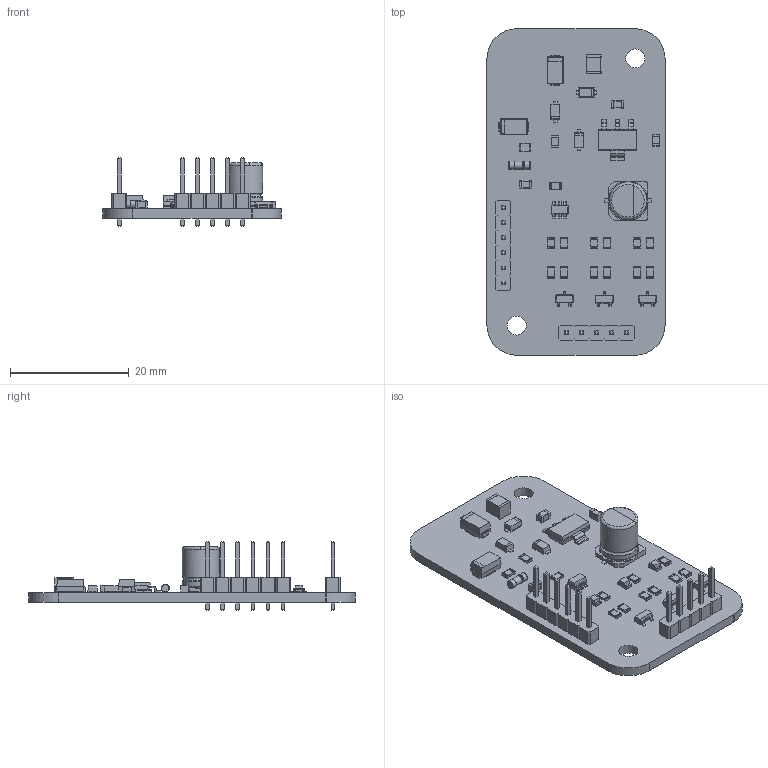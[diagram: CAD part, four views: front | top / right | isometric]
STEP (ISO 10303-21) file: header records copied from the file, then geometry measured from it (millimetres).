
FILE_DESCRIPTION(('KiCad electronic assembly'),'2;1');
FILE_NAME('VespaRemoteControl.step','2025-03-17T12:05:46',('Pcbnew'),( 'Kicad'),'Open CASCADE STEP processor 7.8','KiCad to STEP converter' ,'Unknown');
FILE_SCHEMA(('AUTOMOTIVE_DESIGN { 1 0 10303 214 1 1 1 1 }'));
Length unit declared in the file: millimetre
Products named in the file (28): VespaRemoteControl 1; R_0805_2012Metric; PinHeader_1x05_P2.54mm_Vertical; PinHeader_1x05_P254mm_Vertical; C_0805_2012Metric; SOT-223; SOT_223; C_1210_3225Metric; CP_Elec_6.3x7.7; CP_Elec_63x77; SOT-23; SOT_23; LED_0805_2012Metric; D_SMA; D_SOD-123F; D_SOD_123F; PinHeader_1x06_P2.54mm_Vertical; PinHeader_1x06_P254mm_Vertical; D_MiniMELF; D_MiniMELF_Standard; SOT-23-6; SOT_23_6; _autosave-VespaRemoteControl_PCB
Assembly tree (47 placements, depth 3):
  VespaRemoteControl 1
    R_0805_2012Metric  x12
      R_0805_2012Metric
    PinHeader_1x05_P2.54mm_Vertical
      PinHeader_1x05_P254mm_Vertical
    C_0805_2012Metric  x3
      C_0805_2012Metric
    SOT-223
      SOT_223
    C_1210_3225Metric
      C_1210_3225Metric
    CP_Elec_6.3x7.7
      CP_Elec_63x77
    SOT-23  x3
      SOT_23
    LED_0805_2012Metric  x3
      LED_0805_2012Metric
    D_SMA  x2
      D_SMA
    D_SOD-123F  x3
      D_SOD_123F
    PinHeader_1x06_P2.54mm_Vertical
      PinHeader_1x06_P254mm_Vertical
    D_MiniMELF
      D_MiniMELF_Standard
    SOT-23-6
      SOT_23_6
    _autosave-VespaRemoteControl_PCB
Bounding box: 30 x 55 x 11.54 mm (x, y, z)
Volume: 3197.3 mm3; surface area: 4975.7 mm2
Topology: 34 solids, 34 shells, 1520 faces, 3800 edges, 2391 vertices
Faces by surface type: plane 1050, cylinder 284, bspline 179, torus 4, revolution 3
Full cylindrical faces by diameter (mm): 1 x11, 1.35 x2, 1.4 x3, 3.2 x2, 6.3 x2
Entity records: 30418 total; most frequent: CARTESIAN_POINT 4814, ORIENTED_EDGE 4112, DIRECTION 3773, EDGE_CURVE 2056, LINE 1666, VECTOR 1666, VERTEX_POINT 1287, AXIS2_PLACEMENT_3D 1052
